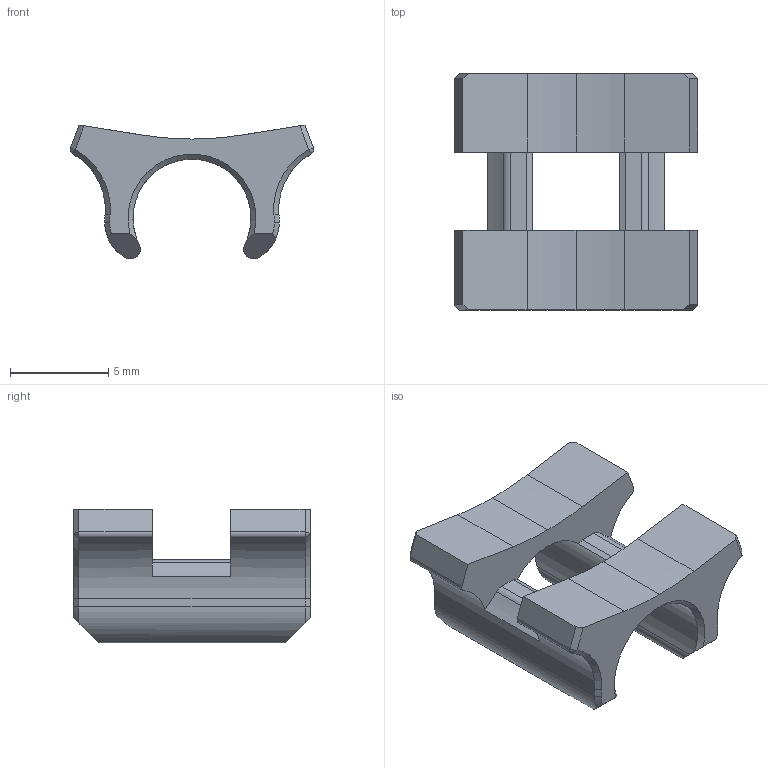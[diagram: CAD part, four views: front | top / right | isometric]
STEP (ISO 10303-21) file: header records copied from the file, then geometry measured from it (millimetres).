
FILE_DESCRIPTION (( 'STEP AP214' ), '1' );
FILE_NAME ('CS1115_CS2022 (LARGE).STEP', '2025-04-08T18:46:15', ( '' ), ( '' ), 'SwSTEP 2.0', 'SolidWorks 2023', '' );
FILE_SCHEMA (( 'AUTOMOTIVE_DESIGN' ));
Length unit declared in the file: inch
Products named in the file (1): CS1115_CS2022 (LARGE)
Bounding box: 12.36 x 11.99 x 6.8 mm (x, y, z)
Volume: 326.4 mm3; surface area: 529.3 mm2
Topology: 1 solids, 1 shells, 68 faces, 185 edges, 118 vertices
Faces by surface type: cylinder 27, plane 22, cone 19
Entity records: 2192 total; most frequent: CARTESIAN_POINT 444, DIRECTION 371, ORIENTED_EDGE 370, EDGE_CURVE 185, AXIS2_PLACEMENT_3D 141, VERTEX_POINT 118, VECTOR 89, LINE 89
